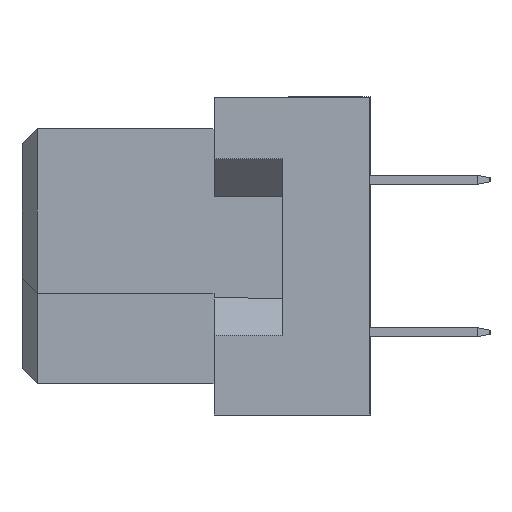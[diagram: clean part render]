
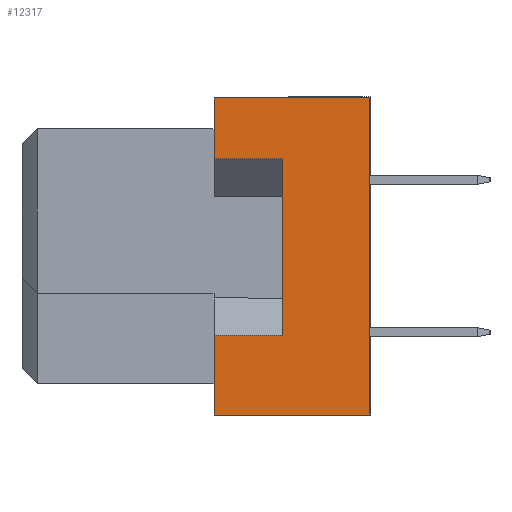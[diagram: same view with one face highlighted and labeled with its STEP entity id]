
A CAD part, left-side view. The second image highlights one B-rep face of the part: STEP entity #12317.
In plain terms, the highlighted planar face has unit normal (-1, 0, 0).
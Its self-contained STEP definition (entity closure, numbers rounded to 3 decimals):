
#224 = ORIENTED_EDGE ( 'NONE', *, *, #19551, .T. ) ;
#359 = VECTOR ( 'NONE', #16410, 1000. ) ;
#517 = VERTEX_POINT ( 'NONE', #5693 ) ;
#1088 = EDGE_CURVE ( 'NONE', #517, #8279, #12849, .T. ) ;
#1104 = VERTEX_POINT ( 'NONE', #6774 ) ;
#1268 = CARTESIAN_POINT ( 'NONE',  ( -27.5, -6.4, -5.3 ) ) ;
#1616 = PLANE ( 'NONE',  #13919 ) ;
#1849 = CARTESIAN_POINT ( 'NONE',  ( -27.5, -11.6, -5.3 ) ) ;
#2478 = VECTOR ( 'NONE', #3298, 1000. ) ;
#2691 = ORIENTED_EDGE ( 'NONE', *, *, #15066, .F. ) ;
#2994 = CARTESIAN_POINT ( 'NONE',  ( -27.5, -6.4, 5.3 ) ) ;
#3298 = DIRECTION ( 'NONE',  ( 0., 1., 0. ) ) ;
#4160 = LINE ( 'NONE', #17001, #9025 ) ;
#4288 = CARTESIAN_POINT ( 'NONE',  ( -27.5, -11.6, 5.3 ) ) ;
#4355 = EDGE_CURVE ( 'NONE', #517, #14438, #6068, .T. ) ;
#4834 = VECTOR ( 'NONE', #19273, 1000. ) ;
#5030 = CARTESIAN_POINT ( 'NONE',  ( -27.5, -8.7, -2.65 ) ) ;
#5312 = VERTEX_POINT ( 'NONE', #19237 ) ;
#5409 = LINE ( 'NONE', #10242, #359 ) ;
#5693 = CARTESIAN_POINT ( 'NONE',  ( -27.5, -8.7, -2.65 ) ) ;
#6068 = LINE ( 'NONE', #9075, #6694 ) ;
#6640 = DIRECTION ( 'NONE',  ( 0., 0., 1. ) ) ;
#6694 = VECTOR ( 'NONE', #15228, 1000. ) ;
#6774 = CARTESIAN_POINT ( 'NONE',  ( -27.5, -6.4, 3.25 ) ) ;
#7063 = ORIENTED_EDGE ( 'NONE', *, *, #4355, .F. ) ;
#7132 = ORIENTED_EDGE ( 'NONE', *, *, #7798, .F. ) ;
#7538 = DIRECTION ( 'NONE',  ( 0., 0., 1. ) ) ;
#7798 = EDGE_CURVE ( 'NONE', #1104, #8960, #7993, .T. ) ;
#7820 = DIRECTION ( 'NONE',  ( 0., 1., 0. ) ) ;
#7885 = CARTESIAN_POINT ( 'NONE',  ( -27.5, -11.6, 5.3 ) ) ;
#7993 = LINE ( 'NONE', #15896, #4834 ) ;
#8279 = VERTEX_POINT ( 'NONE', #8790 ) ;
#8790 = CARTESIAN_POINT ( 'NONE',  ( -27.5, -6.4, -2.65 ) ) ;
#8922 = EDGE_CURVE ( 'NONE', #14255, #5312, #20217, .T. ) ;
#8960 = VERTEX_POINT ( 'NONE', #2994 ) ;
#9025 = VECTOR ( 'NONE', #17106, 1000. ) ;
#9075 = CARTESIAN_POINT ( 'NONE',  ( -27.5, -8.7, -2.65 ) ) ;
#10242 = CARTESIAN_POINT ( 'NONE',  ( -27.5, -11.6, 5.3 ) ) ;
#11903 = ORIENTED_EDGE ( 'NONE', *, *, #1088, .T. ) ;
#12317 = ADVANCED_FACE ( 'NONE', ( #14545 ), #1616, .T. ) ;
#12558 = ORIENTED_EDGE ( 'NONE', *, *, #16687, .F. ) ;
#12849 = LINE ( 'NONE', #5030, #17220 ) ;
#13326 = EDGE_LOOP ( 'NONE', ( #11903, #12558, #15585, #224, #14529, #7132, #2691, #7063 ) ) ;
#13720 = CARTESIAN_POINT ( 'NONE',  ( -27.5, -11.6, 5.3 ) ) ;
#13919 = AXIS2_PLACEMENT_3D ( 'NONE', #7885, #15788, #6640 ) ;
#14255 = VERTEX_POINT ( 'NONE', #1849 ) ;
#14438 = VERTEX_POINT ( 'NONE', #16318 ) ;
#14529 = ORIENTED_EDGE ( 'NONE', *, *, #16117, .T. ) ;
#14545 = FACE_OUTER_BOUND ( 'NONE', #13326, .T. ) ;
#15066 = EDGE_CURVE ( 'NONE', #14438, #1104, #4160, .T. ) ;
#15228 = DIRECTION ( 'NONE',  ( 0., 0., 1. ) ) ;
#15338 = LINE ( 'NONE', #1268, #17423 ) ;
#15585 = ORIENTED_EDGE ( 'NONE', *, *, #8922, .F. ) ;
#15616 = CARTESIAN_POINT ( 'NONE',  ( -27.5, -11.6, -5.3 ) ) ;
#15788 = DIRECTION ( 'NONE',  ( -1., 0., 0. ) ) ;
#15896 = CARTESIAN_POINT ( 'NONE',  ( -27.5, -6.4, -5.3 ) ) ;
#16117 = EDGE_CURVE ( 'NONE', #18714, #8960, #5409, .T. ) ;
#16318 = CARTESIAN_POINT ( 'NONE',  ( -27.5, -8.7, 3.25 ) ) ;
#16410 = DIRECTION ( 'NONE',  ( 0., 1., 0. ) ) ;
#16687 = EDGE_CURVE ( 'NONE', #5312, #8279, #15338, .T. ) ;
#16924 = LINE ( 'NONE', #4288, #18323 ) ;
#17001 = CARTESIAN_POINT ( 'NONE',  ( -27.5, -8.7, 3.25 ) ) ;
#17026 = DIRECTION ( 'NONE',  ( 0., 0., 1. ) ) ;
#17106 = DIRECTION ( 'NONE',  ( 0., 1., 0. ) ) ;
#17220 = VECTOR ( 'NONE', #7820, 1000. ) ;
#17423 = VECTOR ( 'NONE', #7538, 1000. ) ;
#18323 = VECTOR ( 'NONE', #17026, 1000. ) ;
#18714 = VERTEX_POINT ( 'NONE', #13720 ) ;
#19237 = CARTESIAN_POINT ( 'NONE',  ( -27.5, -6.4, -5.3 ) ) ;
#19273 = DIRECTION ( 'NONE',  ( 0., 0., 1. ) ) ;
#19551 = EDGE_CURVE ( 'NONE', #14255, #18714, #16924, .T. ) ;
#20217 = LINE ( 'NONE', #15616, #2478 ) ;
